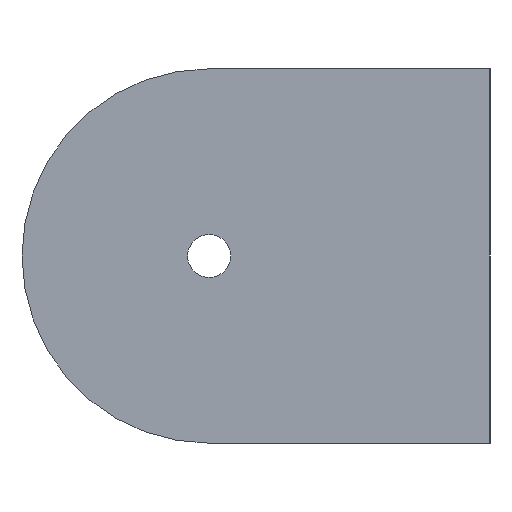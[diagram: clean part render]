
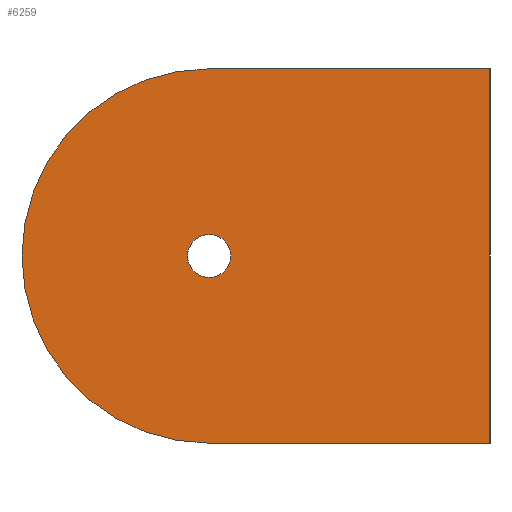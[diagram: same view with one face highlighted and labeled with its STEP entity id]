
A CAD part, left-side view. The second image highlights one B-rep face of the part: STEP entity #6259.
In plain terms, the highlighted planar face has unit normal (-1, 0, 0).
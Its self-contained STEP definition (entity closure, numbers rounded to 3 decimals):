
#39=CIRCLE('',#6334,10.);
#40=CIRCLE('',#6335,1.15);
#65=FACE_BOUND('',#765,.T.);
#91=PLANE('',#6333);
#415=FACE_OUTER_BOUND('',#764,.T.);
#764=EDGE_LOOP('',(#5535,#5536,#5537,#5538));
#765=EDGE_LOOP('',(#5539));
#1129=LINE('',#12478,#1500);
#1130=LINE('',#12480,#1501);
#1131=LINE('',#12481,#1502);
#1500=VECTOR('',#6782,10.);
#1501=VECTOR('',#6783,10.);
#1502=VECTOR('',#6784,10.);
#2731=VERTEX_POINT('',#12474);
#2732=VERTEX_POINT('',#12475);
#2733=VERTEX_POINT('',#12477);
#2734=VERTEX_POINT('',#12479);
#2735=VERTEX_POINT('',#12482);
#3677=EDGE_CURVE('',#2731,#2732,#39,.T.);
#3678=EDGE_CURVE('',#2733,#2731,#1129,.T.);
#3679=EDGE_CURVE('',#2733,#2734,#1130,.T.);
#3680=EDGE_CURVE('',#2734,#2732,#1131,.T.);
#3681=EDGE_CURVE('',#2735,#2735,#40,.T.);
#5535=ORIENTED_EDGE('',*,*,#3677,.F.);
#5536=ORIENTED_EDGE('',*,*,#3678,.F.);
#5537=ORIENTED_EDGE('',*,*,#3679,.T.);
#5538=ORIENTED_EDGE('',*,*,#3680,.T.);
#5539=ORIENTED_EDGE('',*,*,#3681,.T.);
#6259=ADVANCED_FACE('',(#415,#65),#91,.T.);
#6333=AXIS2_PLACEMENT_3D('',#12473,#6778,#6779);
#6334=AXIS2_PLACEMENT_3D('',#12476,#6780,#6781);
#6335=AXIS2_PLACEMENT_3D('',#12483,#6785,#6786);
#6778=DIRECTION('center_axis',(-1.,0.,0.));
#6779=DIRECTION('ref_axis',(0.,0.,1.));
#6780=DIRECTION('center_axis',(1.,0.,0.));
#6781=DIRECTION('ref_axis',(0.,0.707,0.707));
#6782=DIRECTION('',(0.,1.,0.));
#6783=DIRECTION('',(0.,0.,1.));
#6784=DIRECTION('',(0.,1.,0.));
#6785=DIRECTION('center_axis',(1.,0.,0.));
#6786=DIRECTION('ref_axis',(0.,0.,1.));
#12473=CARTESIAN_POINT('Origin',(-50.,0.,-10.));
#12474=CARTESIAN_POINT('',(-50.,15.,-10.));
#12475=CARTESIAN_POINT('',(-50.,15.,10.));
#12476=CARTESIAN_POINT('Origin',(-50.,15.,0.));
#12477=CARTESIAN_POINT('',(-50.,0.,-10.));
#12478=CARTESIAN_POINT('',(-50.,0.,-10.));
#12479=CARTESIAN_POINT('',(-50.,0.,10.));
#12480=CARTESIAN_POINT('',(-50.,0.,-10.));
#12481=CARTESIAN_POINT('',(-50.,0.,10.));
#12482=CARTESIAN_POINT('',(-50.,15.,-1.15));
#12483=CARTESIAN_POINT('Origin',(-50.,15.,0.));
